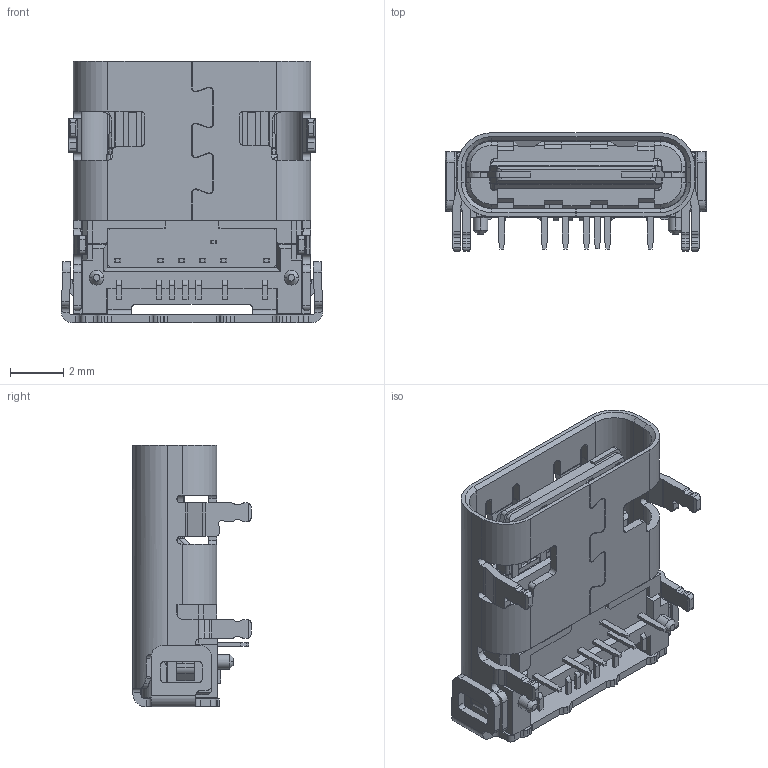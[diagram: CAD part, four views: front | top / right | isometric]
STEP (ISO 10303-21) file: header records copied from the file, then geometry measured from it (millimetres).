
FILE_DESCRIPTION(('CoCreate Modeling STEP Export'),'2;1');
FILE_NAME('014101010-004 USB C F 2.0 TYPE DIP+SMT CONN.stp','2015-06-23T15:06:06',(''),(''),'CoCreate Modeling STEP processor for AP214 (Solid Model)','CoCreate Modeling 16.00 13-May-2008 (C) Parametric Technology GmbH','');
FILE_SCHEMA(('AUTOMOTIVE_DESIGN { 1 0 10303 214 1 1 1 1 }'));
Length unit declared in the file: millimetre
Products named in the file (2): p1.1
Assembly tree (1 placements, depth 2):
  p1.1
    p1.1
Bounding box: 9.85 x 4.46 x 9.87 mm (x, y, z)
Volume: 146.8 mm3; surface area: 850.3 mm2
Topology: 1 solids, 24 shells, 1609 faces, 4642 edges, 3029 vertices
Faces by surface type: plane 1167, cylinder 410, cone 22, bspline 8, sphere 2
Entity records: 50304 total; most frequent: CARTESIAN_POINT 9492, ORIENTED_EDGE 9292, DIRECTION 7641, EDGE_CURVE 4644, VECTOR 3415, LINE 3415, VERTEX_POINT 3029, AXIS2_PLACEMENT_3D 2113
